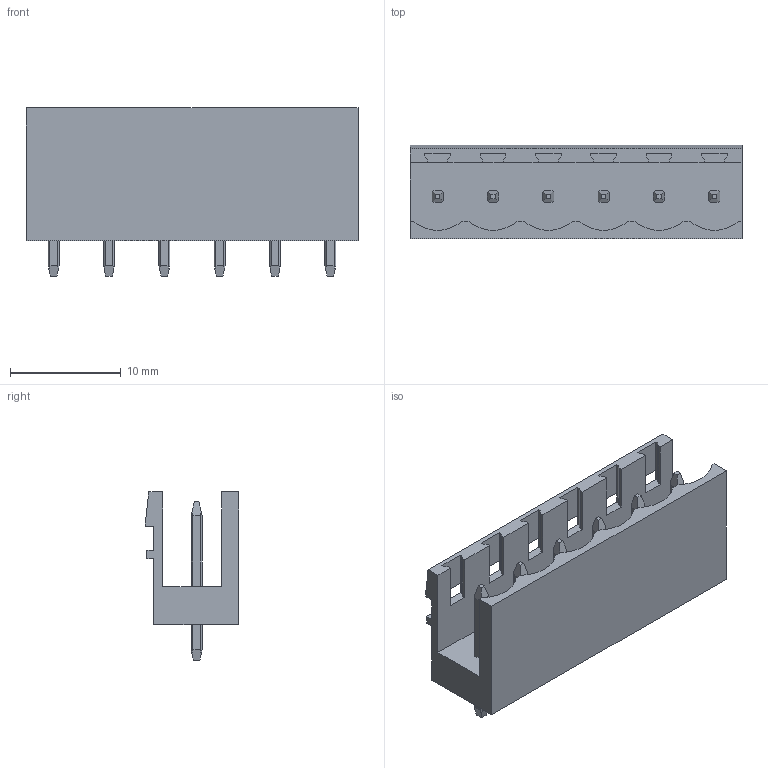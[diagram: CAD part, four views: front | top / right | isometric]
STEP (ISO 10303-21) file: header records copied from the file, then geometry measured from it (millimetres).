
FILE_DESCRIPTION(('CATIA V5 STEP Exchange','CAx-IF Rec.Pracs.--- Model Styling and Organization---1.2---2011-12-15'),'2;1');
FILE_NAME ('D1457114_0_1840960000_1840960000.stp','2018-11-20T03:40:44+00:00',('none'),('Weidmueller'),'CATIA Version 5-6 Release 2014','CATIA V5 STEP AP214','none');
FILE_SCHEMA(('AUTOMOTIVE_DESIGN { 1 0 10303 214 1 1 1 1 }'));
Length unit declared in the file: millimetre
Products named in the file (1): 1840960000
Bounding box: 30 x 8.43 x 15.2 mm (x, y, z)
Volume: 1365.1 mm3; surface area: 2279 mm2
Topology: 7 solids, 7 shells, 235 faces, 702 edges, 469 vertices
Faces by surface type: plane 179, cylinder 56
Entity records: 7404 total; most frequent: CARTESIAN_POINT 1652, ORIENTED_EDGE 1404, DIRECTION 846, EDGE_CURVE 702, VECTOR 494, LINE 494, VERTEX_POINT 469, EDGE_LOOP 247
